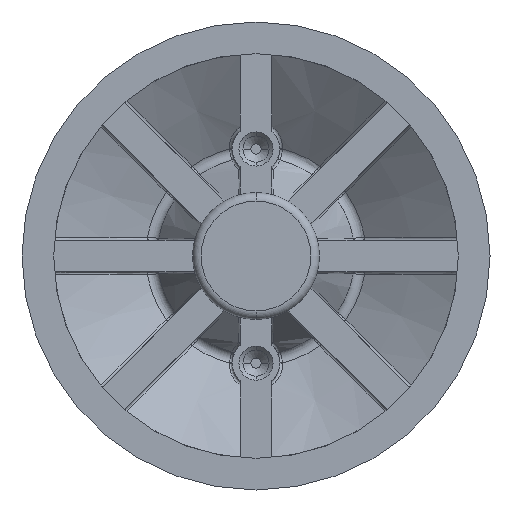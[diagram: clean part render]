
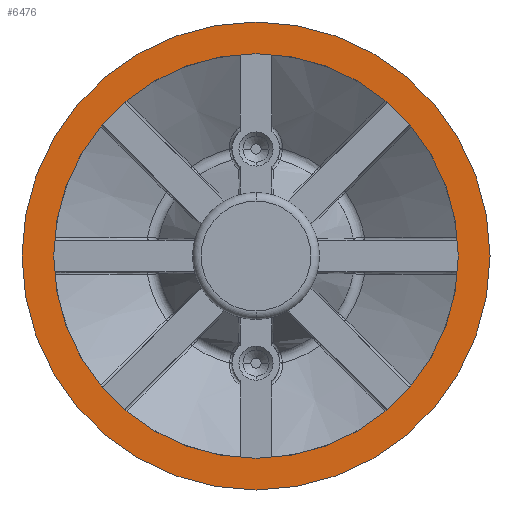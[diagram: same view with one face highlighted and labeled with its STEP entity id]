
A CAD part, front view. The second image highlights one B-rep face of the part: STEP entity #6476.
In plain terms, the highlighted planar face has unit normal (0, -1, 0).
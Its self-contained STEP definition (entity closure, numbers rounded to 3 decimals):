
#262 = ORIENTED_EDGE ( 'NONE', *, *, #2959, .T. ) ;
#348 = DIRECTION ( 'NONE',  ( 0., 0., 1. ) ) ;
#484 = DIRECTION ( 'NONE',  ( 0., 0., -1. ) ) ;
#914 = EDGE_LOOP ( 'NONE', ( #4926, #5558 ) ) ;
#972 = PLANE ( 'NONE',  #2738 ) ;
#1053 = EDGE_CURVE ( 'NONE', #5543, #5906, #2801, .T. ) ;
#1582 = EDGE_CURVE ( 'NONE', #5906, #5543, #3569, .T. ) ;
#1671 = EDGE_CURVE ( 'NONE', #3165, #3757, #6365, .T. ) ;
#1712 = CARTESIAN_POINT ( 'NONE',  ( 0., -1., 0. ) ) ;
#2053 = ORIENTED_EDGE ( 'NONE', *, *, #1671, .T. ) ;
#2187 = AXIS2_PLACEMENT_3D ( 'NONE', #2867, #3418, #348 ) ;
#2259 = DIRECTION ( 'NONE',  ( 0., 0., 1. ) ) ;
#2280 = AXIS2_PLACEMENT_3D ( 'NONE', #4203, #6309, #5720 ) ;
#2738 = AXIS2_PLACEMENT_3D ( 'NONE', #4228, #4664, #484 ) ;
#2801 = CIRCLE ( 'NONE', #2280, 29.5 ) ;
#2859 = CARTESIAN_POINT ( 'NONE',  ( 0., -1., -29.5 ) ) ;
#2867 = CARTESIAN_POINT ( 'NONE',  ( 0., -1., 0. ) ) ;
#2959 = EDGE_CURVE ( 'NONE', #3757, #3165, #3383, .T. ) ;
#3030 = AXIS2_PLACEMENT_3D ( 'NONE', #1712, #5411, #2259 ) ;
#3165 = VERTEX_POINT ( 'NONE', #4869 ) ;
#3360 = FACE_BOUND ( 'NONE', #6094, .T. ) ;
#3383 = CIRCLE ( 'NONE', #3957, 25.5 ) ;
#3418 = DIRECTION ( 'NONE',  ( 0., 1., 0. ) ) ;
#3493 = CARTESIAN_POINT ( 'NONE',  ( 0., -1., 29.5 ) ) ;
#3569 = CIRCLE ( 'NONE', #3030, 29.5 ) ;
#3757 = VERTEX_POINT ( 'NONE', #6048 ) ;
#3957 = AXIS2_PLACEMENT_3D ( 'NONE', #5454, #4419, #5432 ) ;
#4203 = CARTESIAN_POINT ( 'NONE',  ( 0., -1., 0. ) ) ;
#4228 = CARTESIAN_POINT ( 'NONE',  ( -29.5, -1., 0. ) ) ;
#4419 = DIRECTION ( 'NONE',  ( 0., 1., 0. ) ) ;
#4594 = FACE_OUTER_BOUND ( 'NONE', #914, .T. ) ;
#4664 = DIRECTION ( 'NONE',  ( 0., -1., 0. ) ) ;
#4869 = CARTESIAN_POINT ( 'NONE',  ( 0., -1., 25.5 ) ) ;
#4926 = ORIENTED_EDGE ( 'NONE', *, *, #1582, .F. ) ;
#5411 = DIRECTION ( 'NONE',  ( 0., 1., 0. ) ) ;
#5432 = DIRECTION ( 'NONE',  ( 0., 0., 1. ) ) ;
#5454 = CARTESIAN_POINT ( 'NONE',  ( 0., -1., 0. ) ) ;
#5543 = VERTEX_POINT ( 'NONE', #2859 ) ;
#5558 = ORIENTED_EDGE ( 'NONE', *, *, #1053, .F. ) ;
#5720 = DIRECTION ( 'NONE',  ( 0., 0., 1. ) ) ;
#5906 = VERTEX_POINT ( 'NONE', #3493 ) ;
#6048 = CARTESIAN_POINT ( 'NONE',  ( 0., -1., -25.5 ) ) ;
#6094 = EDGE_LOOP ( 'NONE', ( #2053, #262 ) ) ;
#6309 = DIRECTION ( 'NONE',  ( 0., 1., 0. ) ) ;
#6365 = CIRCLE ( 'NONE', #2187, 25.5 ) ;
#6476 = ADVANCED_FACE ( 'NONE', ( #3360, #4594 ), #972, .T. ) ;
